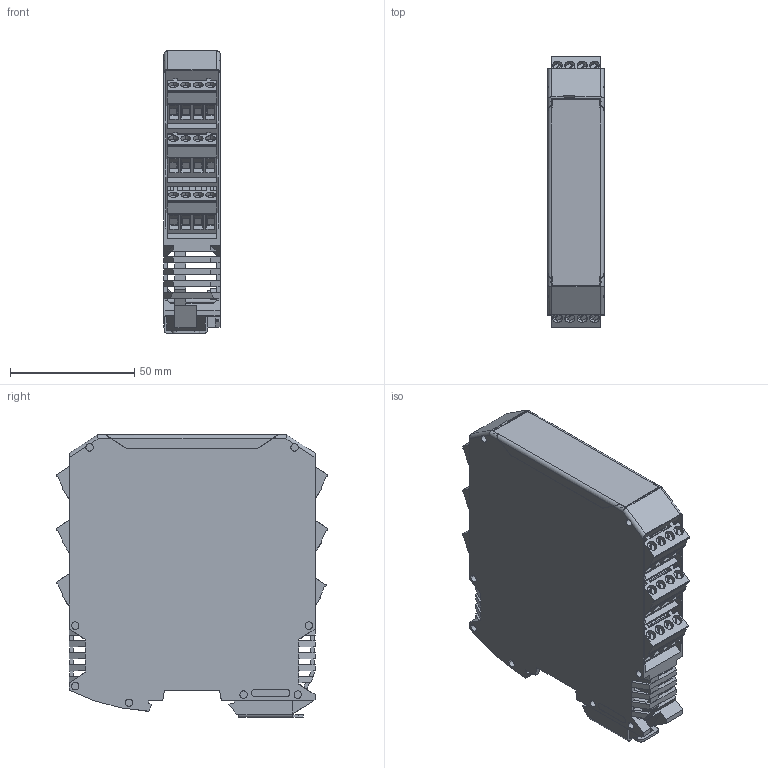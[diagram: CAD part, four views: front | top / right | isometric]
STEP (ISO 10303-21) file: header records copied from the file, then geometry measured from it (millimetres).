
FILE_DESCRIPTION((''),'2;1');
FILE_NAME('DM_CAD-2229_SW0001','2016-03-15T',('Creinig-se'),(''),'PRO/ENGINEER BY PARAMETRIC TECHNOLOGY CORPORATION, 2015440','PRO/ENGINEER BY PARAMETRIC TECHNOLOGY CORPORATION, 2015440','');
FILE_SCHEMA(('CONFIG_CONTROL_DESIGN'));
Products named in the file (1): DM_CAD-2229_SW0001
Bounding box: 22.6 x 109.35 x 113.7 mm (x, y, z)
Volume: 64410.7 mm3; surface area: 74759.2 mm2
Topology: 5 solids, 5 shells, 1956 faces, 5307 edges, 3451 vertices
Faces by surface type: plane 1545, cylinder 403, torus 6, cone 2
Entity records: 75888 total; most frequent: CARTESIAN_POINT 11784, ORIENTED_EDGE 10614, DIRECTION 10076, EDGE_CURVE 5307, VECTOR 4338, LINE 4338, VERTEX_POINT 3451, AXIS2_PLACEMENT_3D 2869
